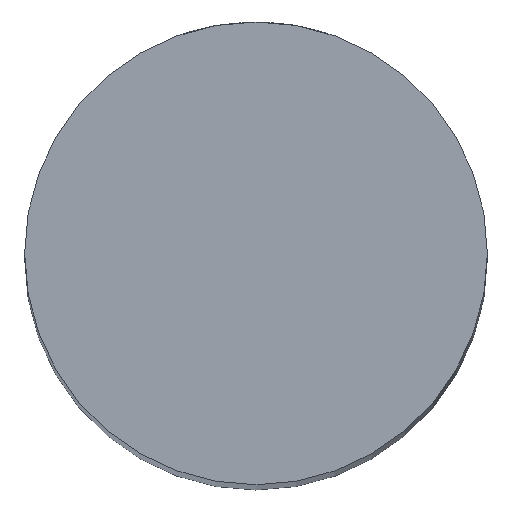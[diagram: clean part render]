
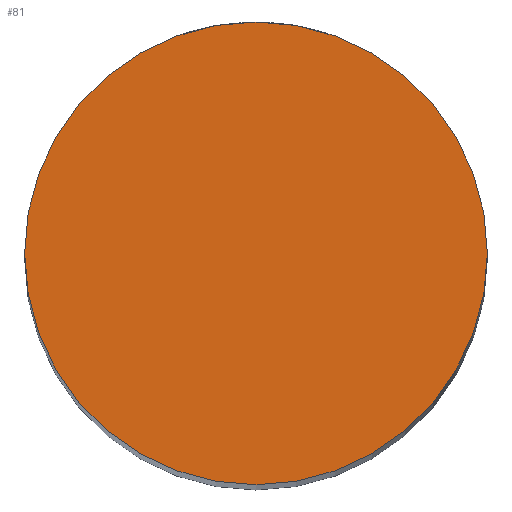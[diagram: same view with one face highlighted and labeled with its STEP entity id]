
A CAD part, top view. The second image highlights one B-rep face of the part: STEP entity #81.
In plain terms, the highlighted planar face has unit normal (0, 0, 1).
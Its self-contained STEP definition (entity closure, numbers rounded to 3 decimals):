
#15=PLANE('',#112);
#26=FACE_OUTER_BOUND('',#32,.T.);
#32=EDGE_LOOP('',(#75));
#41=CIRCLE('',#110,5.);
#48=VERTEX_POINT('',#186);
#56=EDGE_CURVE('',#48,#48,#41,.T.);
#75=ORIENTED_EDGE('',*,*,#56,.T.);
#81=ADVANCED_FACE('',(#26),#15,.T.);
#110=AXIS2_PLACEMENT_3D('',#187,#126,#127);
#112=AXIS2_PLACEMENT_3D('',#191,#131,#132);
#126=DIRECTION('center_axis',(0.,0.,1.));
#127=DIRECTION('ref_axis',(1.,0.,0.));
#131=DIRECTION('center_axis',(0.,0.,1.));
#132=DIRECTION('ref_axis',(1.,0.,0.));
#186=CARTESIAN_POINT('',(-5.,0.,65.));
#187=CARTESIAN_POINT('Origin',(0.,0.,65.));
#191=CARTESIAN_POINT('Origin',(0.,0.,65.));
